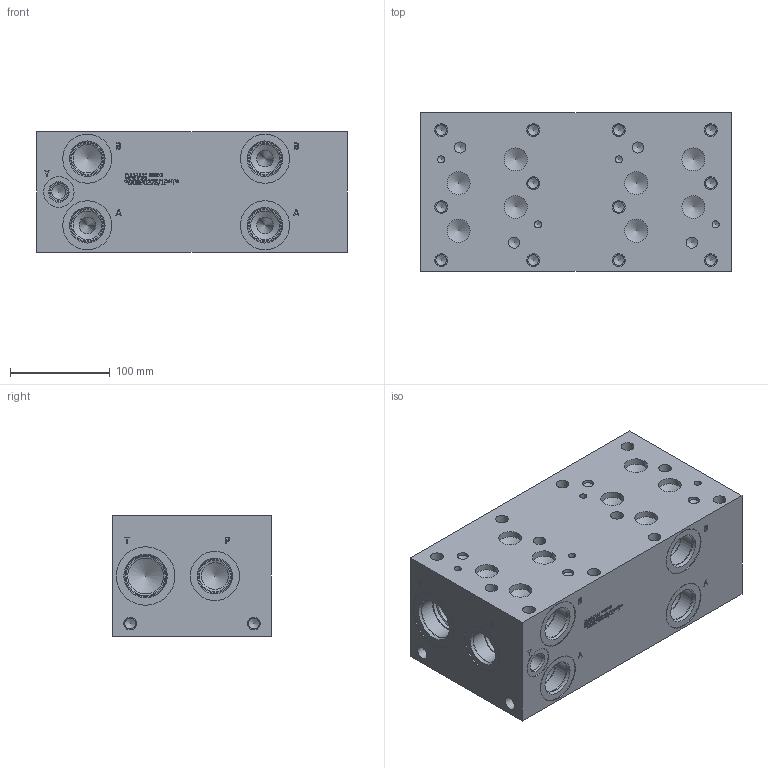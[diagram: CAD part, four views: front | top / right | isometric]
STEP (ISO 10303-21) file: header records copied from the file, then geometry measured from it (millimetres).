
FILE_DESCRIPTION(/* description */ (''),/* implementation_level */ '2;1');
FILE_NAME(/* name */ '_D08P027S_1P_T_.stp',/* time_stamp */ '2021-07-16T11:23:29-04:00',/* author */ ('anthonyv'),/* organization */ (''),/* preprocessor_version */ 'ST-DEVELOPER v18.1',/* originating_system */ 'Autodesk Inventor 2021',/* authorisation */ '');
FILE_SCHEMA (('AUTOMOTIVE_DESIGN { 1 0 10303 214 3 1 1 }'));
Length unit declared in the file: millimetre
Products named in the file (1): _D08P027S_1P_T_
Bounding box: 311.15 x 158.75 x 120.65 mm (x, y, z)
Volume: 5571521.5 mm3; surface area: 273098.2 mm2
Topology: 1 solids, 1 shells, 755 faces, 2044 edges, 1380 vertices
Faces by surface type: plane 418, bspline 147, cylinder 106, cone 84
Full cylindrical faces by diameter (mm): 7.137 x4, 9.525 x2, 9.881 x2, 10.719 x16, 11.113 x1, 11.125 x5, 12.395 x1, 12.7 x16, 14.3 x1, 17.501 x1, 19.05 x1, 19.253 x1, 21.285 x2, 23.012 x7, 23.017 x1, 26.975 x2, 28.575 x4, 30.632 x1, 31.267 x6, 33.34 x2, 33.35 x4, 33.757 x6, 35.509 x4, 35.712 x2, 39.218 x2, 41.275 x1, 41.28 x1, 41.758 x1, 43.51 x1, 49.124 x6
Entity records: 24897 total; most frequent: CARTESIAN_POINT 6048, ORIENTED_EDGE 4002, DIRECTION 3314, EDGE_CURVE 2001, VERTEX_POINT 1380, LINE 1318, VECTOR 1318, AXIS2_PLACEMENT_3D 998
